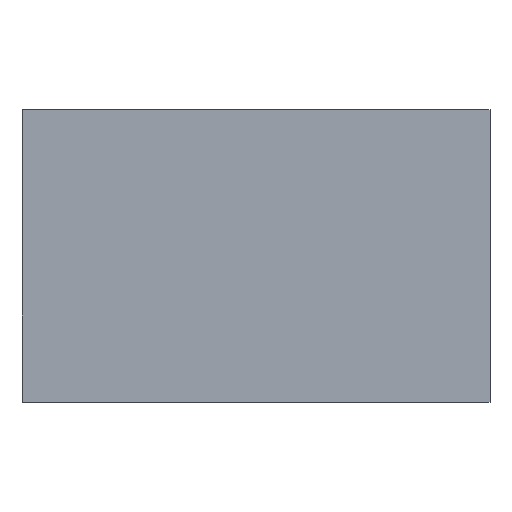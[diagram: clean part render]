
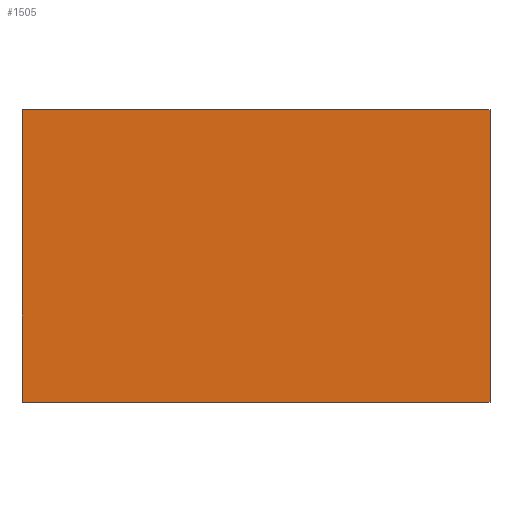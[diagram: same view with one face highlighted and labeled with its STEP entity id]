
A CAD part, top view. The second image highlights one B-rep face of the part: STEP entity #1505.
In plain terms, the highlighted planar face has unit normal (0, 0, 1).
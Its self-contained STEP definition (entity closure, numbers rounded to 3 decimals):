
#136=LINE('',#2979,#258);
#138=LINE('',#2983,#260);
#140=LINE('',#2987,#262);
#142=LINE('',#2990,#264);
#258=VECTOR('',#1724,10.);
#260=VECTOR('',#1728,10.);
#262=VECTOR('',#1732,10.);
#264=VECTOR('',#1736,10.);
#397=FACE_OUTER_BOUND('',#481,.T.);
#481=EDGE_LOOP('',(#1385,#1386,#1387,#1388));
#727=VERTEX_POINT('',#2976);
#728=VERTEX_POINT('',#2978);
#729=VERTEX_POINT('',#2982);
#730=VERTEX_POINT('',#2986);
#946=EDGE_CURVE('',#727,#728,#136,.T.);
#948=EDGE_CURVE('',#728,#729,#138,.T.);
#950=EDGE_CURVE('',#729,#730,#140,.T.);
#952=EDGE_CURVE('',#730,#727,#142,.T.);
#1385=ORIENTED_EDGE('',*,*,#946,.F.);
#1386=ORIENTED_EDGE('',*,*,#952,.F.);
#1387=ORIENTED_EDGE('',*,*,#950,.F.);
#1388=ORIENTED_EDGE('',*,*,#948,.F.);
#1425=PLANE('',#1555);
#1505=ADVANCED_FACE('',(#397),#1425,.T.);
#1555=AXIS2_PLACEMENT_3D('',#2991,#1737,#1738);
#1724=DIRECTION('',(0.,-1.,0.));
#1728=DIRECTION('',(-1.,0.,0.));
#1732=DIRECTION('',(0.,1.,0.));
#1736=DIRECTION('',(1.,0.,0.));
#1737=DIRECTION('center_axis',(0.,0.,1.));
#1738=DIRECTION('ref_axis',(1.,0.,0.));
#2976=CARTESIAN_POINT('',(1.,0.625,0.5));
#2978=CARTESIAN_POINT('',(1.,-0.625,0.5));
#2979=CARTESIAN_POINT('',(1.,0.625,0.5));
#2982=CARTESIAN_POINT('',(-1.,-0.625,0.5));
#2983=CARTESIAN_POINT('',(1.,-0.625,0.5));
#2986=CARTESIAN_POINT('',(-1.,0.625,0.5));
#2987=CARTESIAN_POINT('',(-1.,-0.625,0.5));
#2990=CARTESIAN_POINT('',(-1.,0.625,0.5));
#2991=CARTESIAN_POINT('Origin',(0.,0.,0.5));
